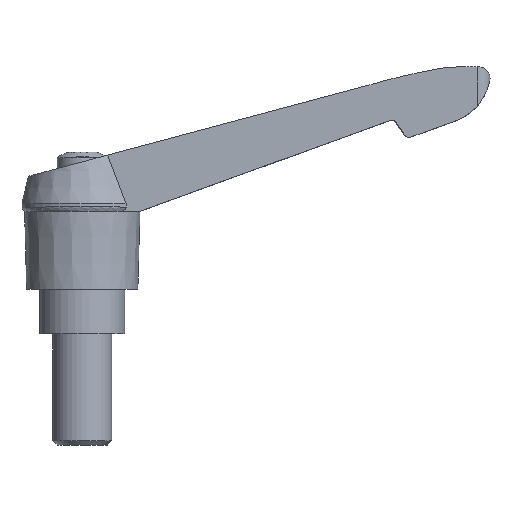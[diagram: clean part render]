
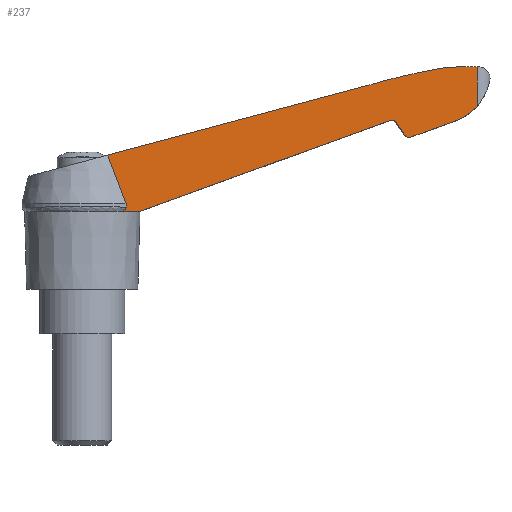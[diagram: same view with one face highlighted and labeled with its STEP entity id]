
A CAD part, top view. The second image highlights one B-rep face of the part: STEP entity #237.
In plain terms, the highlighted planar face has unit normal (0.035, 0, 0.999).
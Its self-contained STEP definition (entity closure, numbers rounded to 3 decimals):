
#237 = ADVANCED_FACE( '', ( #494 ), #495, .F. );
#494 = FACE_OUTER_BOUND( '', #765, .T. );
#495 = PLANE( '', #766 );
#765 = EDGE_LOOP( '', ( #1405, #1406, #1407, #1408, #1409, #1410, #1411, #1412, #1413, #1414, #1415, #1416, #1417, #1418, #1419 ) );
#766 = AXIS2_PLACEMENT_3D( '', #1420, #1421, #1422 );
#1405 = ORIENTED_EDGE( '', *, *, #1880, .F. );
#1406 = ORIENTED_EDGE( '', *, *, #1808, .T. );
#1407 = ORIENTED_EDGE( '', *, *, #1824, .F. );
#1408 = ORIENTED_EDGE( '', *, *, #1893, .F. );
#1409 = ORIENTED_EDGE( '', *, *, #1859, .T. );
#1410 = ORIENTED_EDGE( '', *, *, #1658, .F. );
#1411 = ORIENTED_EDGE( '', *, *, #1849, .F. );
#1412 = ORIENTED_EDGE( '', *, *, #1851, .F. );
#1413 = ORIENTED_EDGE( '', *, *, #1710, .F. );
#1414 = ORIENTED_EDGE( '', *, *, #1734, .F. );
#1415 = ORIENTED_EDGE( '', *, *, #1813, .F. );
#1416 = ORIENTED_EDGE( '', *, *, #1748, .F. );
#1417 = ORIENTED_EDGE( '', *, *, #1873, .F. );
#1418 = ORIENTED_EDGE( '', *, *, #1693, .F. );
#1419 = ORIENTED_EDGE( '', *, *, #1801, .F. );
#1420 = CARTESIAN_POINT( '', ( 0., 77., 11.557 ) );
#1421 = DIRECTION( '', ( -0.035, 0., -0.999 ) );
#1422 = DIRECTION( '', ( -0.999, 0., 0.035 ) );
#1658 = EDGE_CURVE( '', #1996, #1991, #1998, .T. );
#1693 = EDGE_CURVE( '', #2056, #2057, #2058, .T. );
#1710 = EDGE_CURVE( '', #2086, #2070, #2088, .T. );
#1734 = EDGE_CURVE( '', #2126, #2086, #2128, .T. );
#1748 = EDGE_CURVE( '', #2150, #2145, #2152, .T. );
#1801 = EDGE_CURVE( '', #2229, #2056, #2231, .T. );
#1808 = EDGE_CURVE( '', #2238, #2217, #2239, .T. );
#1813 = EDGE_CURVE( '', #2145, #2126, #2245, .T. );
#1824 = EDGE_CURVE( '', #2261, #2217, #2262, .T. );
#1849 = EDGE_CURVE( '', #2297, #1996, #2299, .T. );
#1851 = EDGE_CURVE( '', #2070, #2297, #2301, .T. );
#1859 = EDGE_CURVE( '', #2310, #1991, #2311, .T. );
#1873 = EDGE_CURVE( '', #2057, #2150, #2327, .T. );
#1880 = EDGE_CURVE( '', #2238, #2229, #2335, .T. );
#1893 = EDGE_CURVE( '', #2310, #2261, #2351, .T. );
#1991 = VERTEX_POINT( '', #2476 );
#1996 = VERTEX_POINT( '', #2483 );
#1998 = LINE( '', #2486, #2487 );
#2056 = VERTEX_POINT( '', #2561 );
#2057 = VERTEX_POINT( '', #2562 );
#2058 = LINE( '', #2563, #2564 );
#2070 = VERTEX_POINT( '', #2588 );
#2086 = VERTEX_POINT( '', #2636 );
#2088 = ELLIPSE( '', #2657, 14.309, 14.3 );
#2126 = VERTEX_POINT( '', #2739 );
#2128 = LINE( '', #2744, #2745 );
#2145 = VERTEX_POINT( '', #2765 );
#2150 = VERTEX_POINT( '', #2771 );
#2152 = ELLIPSE( '', #2774, 41.025, 41. );
#2217 = VERTEX_POINT( '', #2864 );
#2229 = VERTEX_POINT( '', #2884 );
#2231 = B_SPLINE_CURVE_WITH_KNOTS( '', 3, ( #2886, #2887, #2888, #2889, #2890, #2891, #2892, #2893 ), .UNSPECIFIED., .F., .F., ( 4, 2, 2, 4 ), ( 0., 0.007, 0.011, 0.014 ), .UNSPECIFIED. );
#2238 = VERTEX_POINT( '', #2902 );
#2239 = B_SPLINE_CURVE_WITH_KNOTS( '', 3, ( #2903, #2904, #2905, #2906, #2907, #2908, #2909, #2910, #2911, #2912 ), .UNSPECIFIED., .F., .F., ( 4, 2, 2, 2, 4 ), ( 0., 0., 0.001, 0.001, 0.002 ), .UNSPECIFIED. );
#2245 = ELLIPSE( '', #2927, 50.03, 50. );
#2261 = VERTEX_POINT( '', #2949 );
#2262 = LINE( '', #2950, #2951 );
#2297 = VERTEX_POINT( '', #3016 );
#2299 = ELLIPSE( '', #3019, 1.501, 1.5 );
#2301 = LINE( '', #3021, #3022 );
#2310 = VERTEX_POINT( '', #3033 );
#2311 = ELLIPSE( '', #3034, 1.201, 1.2 );
#2327 = ELLIPSE( '', #3055, 200.12, 200. );
#2335 = LINE( '', #3065, #3066 );
#2351 = LINE( '', #3088, #3089 );
#2476 = CARTESIAN_POINT( '', ( 84.478, 57.159, 8.633 ) );
#2483 = CARTESIAN_POINT( '', ( 86.94, 53.643, 8.548 ) );
#2486 = CARTESIAN_POINT( '', ( 84.391, 57.283, 8.636 ) );
#2487 = VECTOR( '', #3195, 1000. );
#2561 = CARTESIAN_POINT( '', ( 6.85, 48.219, 11.32 ) );
#2562 = CARTESIAN_POINT( '', ( 76.5, 66.881, 8.909 ) );
#2563 = CARTESIAN_POINT( '', ( 76.263, 66.818, 8.918 ) );
#2564 = VECTOR( '', #3242, 1000. );
#2588 = CARTESIAN_POINT( '', ( 100.6, 57.431, 8.075 ) );
#2636 = CARTESIAN_POINT( '', ( 106.525, 61.42, 7.87 ) );
#2657 = AXIS2_PLACEMENT_3D( '', #3261, #3262, #3263 );
#2739 = CARTESIAN_POINT( '', ( 106.525, 72.015, 7.87 ) );
#2744 = CARTESIAN_POINT( '', ( 106.525, 77., 7.87 ) );
#2745 = VECTOR( '', #3292, 1000. );
#2765 = CARTESIAN_POINT( '', ( 103.5, 72., 7.975 ) );
#2771 = CARTESIAN_POINT( '', ( 95.8, 71.5, 8.241 ) );
#2774 = AXIS2_PLACEMENT_3D( '', #3313, #3314, #3315 );
#2864 = CARTESIAN_POINT( '', ( 10.805, 33., 11.183 ) );
#2884 = CARTESIAN_POINT( '', ( 11.823, 35.1, 11.148 ) );
#2886 = CARTESIAN_POINT( '', ( 11.823, 35.1, 11.148 ) );
#2887 = CARTESIAN_POINT( '', ( 11.096, 37.324, 11.173 ) );
#2888 = CARTESIAN_POINT( '', ( 10.34, 39.538, 11.199 ) );
#2889 = CARTESIAN_POINT( '', ( 9.119, 42.829, 11.241 ) );
#2890 = CARTESIAN_POINT( '', ( 8.698, 43.92, 11.256 ) );
#2891 = CARTESIAN_POINT( '', ( 7.813, 46.086, 11.286 ) );
#2892 = CARTESIAN_POINT( '', ( 7.349, 47.161, 11.302 ) );
#2893 = CARTESIAN_POINT( '', ( 6.85, 48.219, 11.32 ) );
#2902 = CARTESIAN_POINT( '', ( 11.823, 34.213, 11.148 ) );
#2903 = CARTESIAN_POINT( '', ( 11.823, 34.213, 11.148 ) );
#2904 = CARTESIAN_POINT( '', ( 11.799, 34.076, 11.148 ) );
#2905 = CARTESIAN_POINT( '', ( 11.754, 33.948, 11.15 ) );
#2906 = CARTESIAN_POINT( '', ( 11.629, 33.705, 11.154 ) );
#2907 = CARTESIAN_POINT( '', ( 11.549, 33.591, 11.157 ) );
#2908 = CARTESIAN_POINT( '', ( 11.368, 33.388, 11.163 ) );
#2909 = CARTESIAN_POINT( '', ( 11.264, 33.295, 11.167 ) );
#2910 = CARTESIAN_POINT( '', ( 11.044, 33.133, 11.175 ) );
#2911 = CARTESIAN_POINT( '', ( 10.927, 33.062, 11.179 ) );
#2912 = CARTESIAN_POINT( '', ( 10.805, 33., 11.183 ) );
#2927 = AXIS2_PLACEMENT_3D( '', #3395, #3396, #3397 );
#2949 = CARTESIAN_POINT( '', ( 15.5, 33., 11.02 ) );
#2950 = CARTESIAN_POINT( '', ( -0.162, 33., 11.562 ) );
#2951 = VECTOR( '', #3407, 1000. );
#3016 = CARTESIAN_POINT( '', ( 88.682, 53.093, 8.488 ) );
#3019 = AXIS2_PLACEMENT_3D( '', #3437, #3438, #3439 );
#3021 = CARTESIAN_POINT( '', ( 88.445, 53.007, 8.496 ) );
#3022 = VECTOR( '', #3440, 1000. );
#3033 = CARTESIAN_POINT( '', ( 83.084, 57.599, 8.681 ) );
#3034 = AXIS2_PLACEMENT_3D( '', #3449, #3450, #3451 );
#3055 = AXIS2_PLACEMENT_3D( '', #3466, #3467, #3468 );
#3065 = CARTESIAN_POINT( '', ( 11.823, 105.717, 11.148 ) );
#3066 = VECTOR( '', #3474, 1000. );
#3088 = CARTESIAN_POINT( '', ( 15.34, 32.942, 11.026 ) );
#3089 = VECTOR( '', #3484, 1000. );
#3195 = DIRECTION( '', ( -0.573, 0.819, 0.02 ) );
#3242 = DIRECTION( '', ( 0.965, 0.259, -0.033 ) );
#3261 = CARTESIAN_POINT( '', ( 95.828, 70.912, 8.24 ) );
#3262 = DIRECTION( '', ( -0.035, 0., -0.999 ) );
#3263 = DIRECTION( '', ( 0.999, 0., -0.035 ) );
#3292 = DIRECTION( '', ( 0., -1., 0. ) );
#3313 = CARTESIAN_POINT( '', ( 102.295, 31.018, 8.017 ) );
#3314 = DIRECTION( '', ( -0.035, 0., -0.999 ) );
#3315 = DIRECTION( '', ( 0.999, 0., -0.035 ) );
#3395 = CARTESIAN_POINT( '', ( 105.26, 22.031, 7.914 ) );
#3396 = DIRECTION( '', ( -0.035, 0., -0.999 ) );
#3397 = DIRECTION( '', ( 0.999, 0., -0.035 ) );
#3407 = DIRECTION( '', ( -0.999, 0., 0.035 ) );
#3437 = CARTESIAN_POINT( '', ( 88.169, 54.503, 8.506 ) );
#3438 = DIRECTION( '', ( -0.035, 0., -0.999 ) );
#3439 = DIRECTION( '', ( 0.999, 0., -0.035 ) );
#3440 = DIRECTION( '', ( -0.939, -0.342, 0.033 ) );
#3449 = CARTESIAN_POINT( '', ( 83.495, 56.471, 8.667 ) );
#3450 = DIRECTION( '', ( -0.035, 0., -0.999 ) );
#3451 = DIRECTION( '', ( 0.999, 0., -0.035 ) );
#3466 = CARTESIAN_POINT( '', ( 132.64, -125.078, 6.966 ) );
#3467 = DIRECTION( '', ( -0.035, 0., -0.999 ) );
#3468 = DIRECTION( '', ( 0.999, 0., -0.035 ) );
#3474 = DIRECTION( '', ( 0., 1., 0. ) );
#3484 = DIRECTION( '', ( -0.939, -0.342, 0.033 ) );
